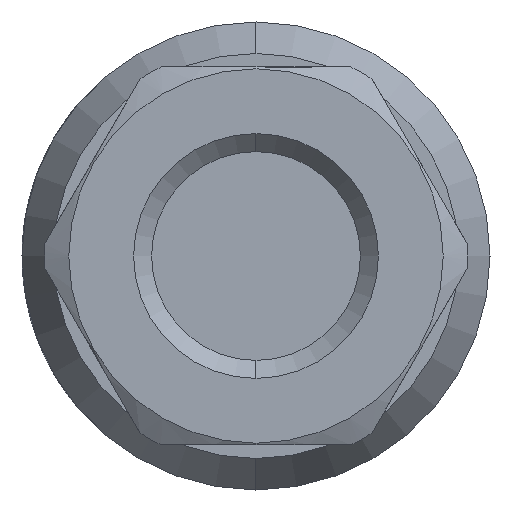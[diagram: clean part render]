
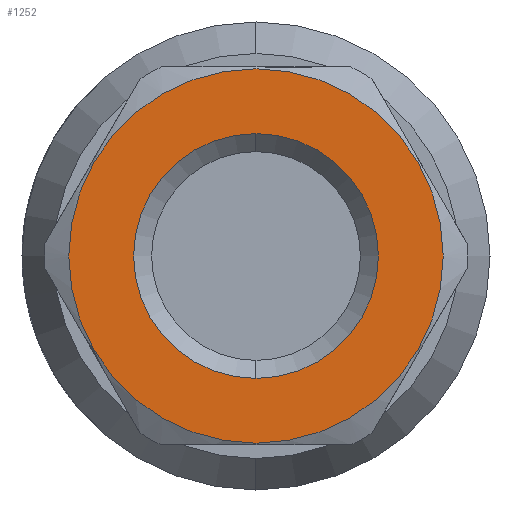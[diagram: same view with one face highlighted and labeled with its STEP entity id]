
A CAD part, left-side view. The second image highlights one B-rep face of the part: STEP entity #1252.
In plain terms, the highlighted planar face has unit normal (-1, 0, 0).
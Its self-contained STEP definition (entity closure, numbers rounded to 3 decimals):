
#8 = EDGE_LOOP ( 'NONE', ( #3885, #3886 ) ) ;
#228 = EDGE_LOOP ( 'NONE', ( #3887, #3888 ) ) ;
#476 = CARTESIAN_POINT ( 'NONE',  ( -65., 0., 0. ) ) ;
#477 = DIRECTION ( 'NONE',  ( 1., 0., 0. ) ) ;
#478 = DIRECTION ( 'NONE',  ( 0., 0., 1. ) ) ;
#960 = CARTESIAN_POINT ( 'NONE',  ( -65., 0., 0. ) ) ;
#961 = DIRECTION ( 'NONE',  ( -1., 0., 0. ) ) ;
#962 = DIRECTION ( 'NONE',  ( 0., 0., -1. ) ) ;
#1252 = ADVANCED_FACE ( 'NONE', ( #3718, #3715 ), #3719, .T. ) ;
#1461 = EDGE_CURVE ( 'NONE', #3461, #3104, #4390, .T. ) ;
#1493 = EDGE_CURVE ( 'NONE', #3191, #3456, #4247, .T. ) ;
#1658 = CARTESIAN_POINT ( 'NONE',  ( -65., 0., -10.4 ) ) ;
#1663 = CARTESIAN_POINT ( 'NONE',  ( -65., 0., 6.8 ) ) ;
#1868 = CIRCLE ( 'NONE', #1971, 10.4 ) ;
#1875 = CIRCLE ( 'NONE', #1911, 6.8 ) ;
#1911 = AXIS2_PLACEMENT_3D ( 'NONE', #2192, #2193, #2194 ) ;
#1971 = AXIS2_PLACEMENT_3D ( 'NONE', #960, #961, #962 ) ;
#2192 = CARTESIAN_POINT ( 'NONE',  ( -65., 0., 0. ) ) ;
#2193 = DIRECTION ( 'NONE',  ( 1., 0., 0. ) ) ;
#2194 = DIRECTION ( 'NONE',  ( 0., 0., 1. ) ) ;
#2561 = CARTESIAN_POINT ( 'NONE',  ( -65., 0., 0. ) ) ;
#2562 = DIRECTION ( 'NONE',  ( -1., 0., 0. ) ) ;
#2563 = DIRECTION ( 'NONE',  ( 0., 0., -1. ) ) ;
#2846 = CARTESIAN_POINT ( 'NONE',  ( -65., 0., -6.8 ) ) ;
#2933 = CARTESIAN_POINT ( 'NONE',  ( -65., 0., 10.4 ) ) ;
#3104 = VERTEX_POINT ( 'NONE', #2846 ) ;
#3191 = VERTEX_POINT ( 'NONE', #2933 ) ;
#3264 = EDGE_CURVE ( 'NONE', #3104, #3461, #1875, .T. ) ;
#3308 = AXIS2_PLACEMENT_3D ( 'NONE', #3704, #3721, #3722 ) ;
#3382 = EDGE_CURVE ( 'NONE', #3456, #3191, #1868, .T. ) ;
#3456 = VERTEX_POINT ( 'NONE', #1658 ) ;
#3461 = VERTEX_POINT ( 'NONE', #1663 ) ;
#3704 = CARTESIAN_POINT ( 'NONE',  ( -65., 0., 0. ) ) ;
#3715 = FACE_BOUND ( 'NONE', #228, .T. ) ;
#3718 = FACE_OUTER_BOUND ( 'NONE', #8, .T. ) ;
#3719 = PLANE ( 'NONE',  #3308 ) ;
#3721 = DIRECTION ( 'NONE',  ( -1., 0., 0. ) ) ;
#3722 = DIRECTION ( 'NONE',  ( 0., 0., -1. ) ) ;
#3885 = ORIENTED_EDGE ( 'NONE', *, *, #1493, .T. ) ;
#3886 = ORIENTED_EDGE ( 'NONE', *, *, #3382, .T. ) ;
#3887 = ORIENTED_EDGE ( 'NONE', *, *, #3264, .T. ) ;
#3888 = ORIENTED_EDGE ( 'NONE', *, *, #1461, .T. ) ;
#4247 = CIRCLE ( 'NONE', #4363, 10.4 ) ;
#4303 = AXIS2_PLACEMENT_3D ( 'NONE', #476, #477, #478 ) ;
#4363 = AXIS2_PLACEMENT_3D ( 'NONE', #2561, #2562, #2563 ) ;
#4390 = CIRCLE ( 'NONE', #4303, 6.8 ) ;
